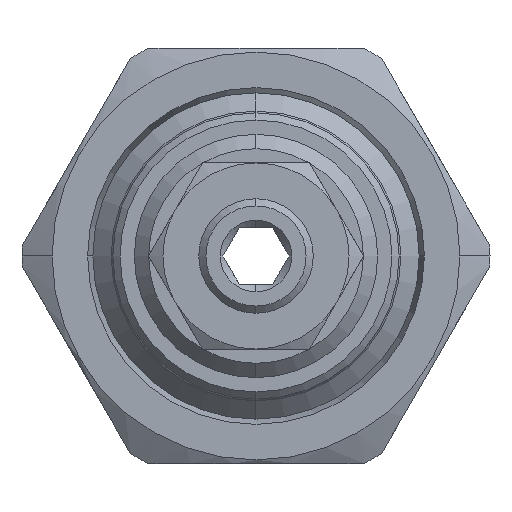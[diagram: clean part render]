
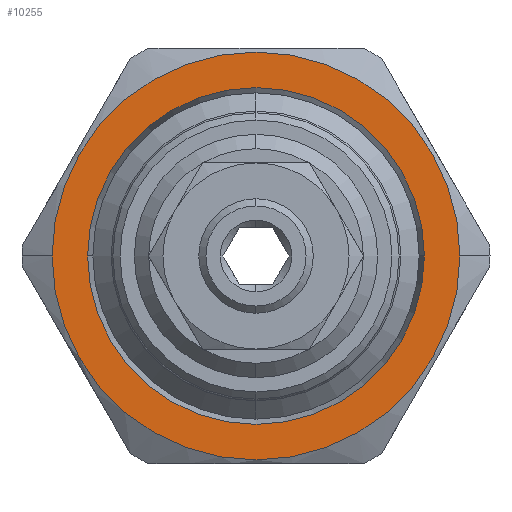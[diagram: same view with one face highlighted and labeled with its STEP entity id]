
A CAD part, left-side view. The second image highlights one B-rep face of the part: STEP entity #10255.
In plain terms, the highlighted planar face has unit normal (-1, 0, 0).
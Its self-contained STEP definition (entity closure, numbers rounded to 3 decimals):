
#405 = DIRECTION ( 'NONE',  ( 0., -1., 0. ) ) ;
#613 = AXIS2_PLACEMENT_3D ( 'NONE', #9996, #4997, #10841 ) ;
#2006 = EDGE_CURVE ( 'NONE', #5245, #2839, #4181, .T. ) ;
#2349 = DIRECTION ( 'NONE',  ( 0., 1., 0. ) ) ;
#2489 = EDGE_CURVE ( 'NONE', #8291, #8435, #3439, .T. ) ;
#2620 = PLANE ( 'NONE',  #6910 ) ;
#2749 = DIRECTION ( 'NONE',  ( -1., 0., 0. ) ) ;
#2767 = EDGE_CURVE ( 'NONE', #2839, #5245, #8930, .T. ) ;
#2792 = DIRECTION ( 'NONE',  ( 0., -1., 0. ) ) ;
#2839 = VERTEX_POINT ( 'NONE', #5224 ) ;
#3085 = DIRECTION ( 'NONE',  ( 0., -1., 0. ) ) ;
#3093 = ORIENTED_EDGE ( 'NONE', *, *, #4724, .T. ) ;
#3439 = CIRCLE ( 'NONE', #10239, 14.25 ) ;
#3508 = ORIENTED_EDGE ( 'NONE', *, *, #2489, .T. ) ;
#3755 = CARTESIAN_POINT ( 'NONE',  ( 0., 0., 0. ) ) ;
#4144 = CARTESIAN_POINT ( 'NONE',  ( 0., -11.764, 0. ) ) ;
#4181 = CIRCLE ( 'NONE', #6950, 11.764 ) ;
#4724 = EDGE_CURVE ( 'NONE', #8435, #8291, #5307, .T. ) ;
#4840 = DIRECTION ( 'NONE',  ( 1., 0., 0. ) ) ;
#4997 = DIRECTION ( 'NONE',  ( -1., 0., 0. ) ) ;
#5224 = CARTESIAN_POINT ( 'NONE',  ( 0., 11.764, 0. ) ) ;
#5245 = VERTEX_POINT ( 'NONE', #4144 ) ;
#5307 = CIRCLE ( 'NONE', #8758, 14.25 ) ;
#5414 = ORIENTED_EDGE ( 'NONE', *, *, #2006, .F. ) ;
#5475 = CARTESIAN_POINT ( 'NONE',  ( 0., -14.25, 0. ) ) ;
#5490 = FACE_OUTER_BOUND ( 'NONE', #9888, .T. ) ;
#6410 = FACE_BOUND ( 'NONE', #9359, .T. ) ;
#6605 = CARTESIAN_POINT ( 'NONE',  ( 0., 0., 0. ) ) ;
#6910 = AXIS2_PLACEMENT_3D ( 'NONE', #10672, #4840, #2349 ) ;
#6950 = AXIS2_PLACEMENT_3D ( 'NONE', #3755, #10440, #405 ) ;
#7330 = CARTESIAN_POINT ( 'NONE',  ( 0., 0., 0. ) ) ;
#8283 = CARTESIAN_POINT ( 'NONE',  ( 0., 14.25, 0. ) ) ;
#8291 = VERTEX_POINT ( 'NONE', #5475 ) ;
#8411 = ORIENTED_EDGE ( 'NONE', *, *, #2767, .F. ) ;
#8435 = VERTEX_POINT ( 'NONE', #8283 ) ;
#8758 = AXIS2_PLACEMENT_3D ( 'NONE', #6605, #2749, #2792 ) ;
#8930 = CIRCLE ( 'NONE', #613, 11.764 ) ;
#8943 = DIRECTION ( 'NONE',  ( -1., 0., 0. ) ) ;
#9359 = EDGE_LOOP ( 'NONE', ( #5414, #8411 ) ) ;
#9888 = EDGE_LOOP ( 'NONE', ( #3093, #3508 ) ) ;
#9996 = CARTESIAN_POINT ( 'NONE',  ( 0., 0., 0. ) ) ;
#10239 = AXIS2_PLACEMENT_3D ( 'NONE', #7330, #8943, #3085 ) ;
#10255 = ADVANCED_FACE ( 'NONE', ( #6410, #5490 ), #2620, .F. ) ;
#10440 = DIRECTION ( 'NONE',  ( -1., 0., 0. ) ) ;
#10672 = CARTESIAN_POINT ( 'NONE',  ( 0., 0., 11.764 ) ) ;
#10841 = DIRECTION ( 'NONE',  ( 0., -1., 0. ) ) ;
